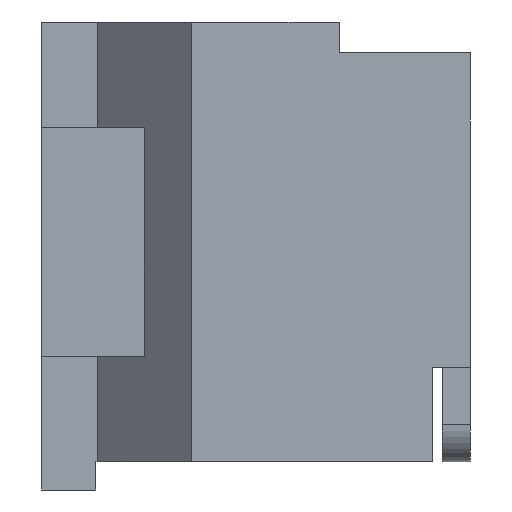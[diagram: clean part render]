
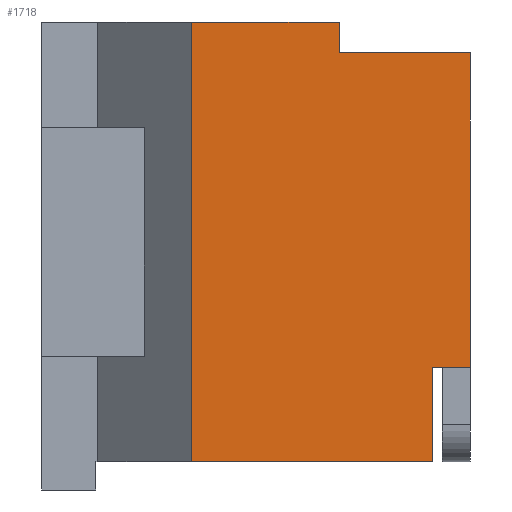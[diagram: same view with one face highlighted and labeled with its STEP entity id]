
A CAD part, front view. The second image highlights one B-rep face of the part: STEP entity #1718.
In plain terms, the highlighted planar face has unit normal (0, -1, 0).
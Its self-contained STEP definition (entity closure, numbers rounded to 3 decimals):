
#134=FACE_OUTER_BOUND('',#226,.T.);
#226=EDGE_LOOP('',(#1352,#1353,#1354,#1355,#1356,#1357,#1358,#1359));
#337=LINE('',#2501,#547);
#384=LINE('',#2605,#594);
#411=LINE('',#2657,#621);
#412=LINE('',#2660,#622);
#413=LINE('',#2662,#623);
#414=LINE('',#2664,#624);
#415=LINE('',#2665,#625);
#416=LINE('',#2666,#626);
#547=VECTOR('',#2008,10.);
#594=VECTOR('',#2109,10.);
#621=VECTOR('',#2146,10.);
#622=VECTOR('',#2149,10.);
#623=VECTOR('',#2150,10.);
#624=VECTOR('',#2151,10.);
#625=VECTOR('',#2152,10.);
#626=VECTOR('',#2153,10.);
#746=VERTEX_POINT('',#2498);
#747=VERTEX_POINT('',#2500);
#775=VERTEX_POINT('',#2601);
#777=VERTEX_POINT('',#2604);
#797=VERTEX_POINT('',#2655);
#798=VERTEX_POINT('',#2659);
#799=VERTEX_POINT('',#2661);
#800=VERTEX_POINT('',#2663);
#927=EDGE_CURVE('',#746,#747,#337,.T.);
#978=EDGE_CURVE('',#777,#775,#384,.T.);
#1005=EDGE_CURVE('',#775,#797,#411,.T.);
#1006=EDGE_CURVE('',#798,#797,#412,.T.);
#1007=EDGE_CURVE('',#798,#799,#413,.T.);
#1008=EDGE_CURVE('',#799,#800,#414,.T.);
#1009=EDGE_CURVE('',#747,#800,#415,.T.);
#1010=EDGE_CURVE('',#746,#777,#416,.T.);
#1352=ORIENTED_EDGE('',*,*,#1005,.T.);
#1353=ORIENTED_EDGE('',*,*,#1006,.F.);
#1354=ORIENTED_EDGE('',*,*,#1007,.T.);
#1355=ORIENTED_EDGE('',*,*,#1008,.T.);
#1356=ORIENTED_EDGE('',*,*,#1009,.F.);
#1357=ORIENTED_EDGE('',*,*,#927,.F.);
#1358=ORIENTED_EDGE('',*,*,#1010,.T.);
#1359=ORIENTED_EDGE('',*,*,#978,.T.);
#1650=PLANE('',#1833);
#1718=ADVANCED_FACE('',(#134),#1650,.T.);
#1833=AXIS2_PLACEMENT_3D('',#2658,#2147,#2148);
#2008=DIRECTION('',(0.,0.,1.));
#2109=DIRECTION('',(0.,0.,1.));
#2146=DIRECTION('',(1.,0.,0.));
#2147=DIRECTION('center_axis',(0.,-1.,0.));
#2148=DIRECTION('ref_axis',(-1.,0.,0.));
#2149=DIRECTION('',(0.,0.,-1.));
#2150=DIRECTION('',(-1.,0.,0.));
#2151=DIRECTION('',(0.,0.,1.));
#2152=DIRECTION('',(1.,0.,0.));
#2153=DIRECTION('',(1.,0.,0.));
#2498=CARTESIAN_POINT('',(-91.,-29.75,-47.));
#2500=CARTESIAN_POINT('',(-91.,-29.75,0.));
#2501=CARTESIAN_POINT('',(-91.,-29.75,0.));
#2601=CARTESIAN_POINT('',(-65.2,-29.75,-36.902));
#2604=CARTESIAN_POINT('',(-65.2,-29.75,-47.));
#2605=CARTESIAN_POINT('',(-65.2,-29.75,-47.));
#2655=CARTESIAN_POINT('',(-61.2,-29.75,-36.902));
#2657=CARTESIAN_POINT('',(-64.7,-29.75,-36.902));
#2658=CARTESIAN_POINT('Origin',(-61.2,-29.75,0.));
#2659=CARTESIAN_POINT('',(-61.2,-29.75,-3.3));
#2660=CARTESIAN_POINT('',(-61.2,-29.75,0.));
#2661=CARTESIAN_POINT('',(-75.2,-29.75,-3.3));
#2662=CARTESIAN_POINT('',(-64.7,-29.75,-3.3));
#2663=CARTESIAN_POINT('',(-75.2,-29.75,0.));
#2664=CARTESIAN_POINT('',(-75.2,-29.75,-1.5));
#2665=CARTESIAN_POINT('',(-121.81,-29.75,0.));
#2666=CARTESIAN_POINT('',(-76.352,-29.75,-47.));
